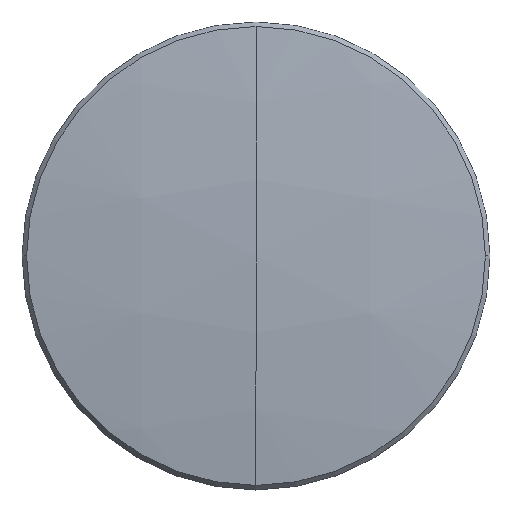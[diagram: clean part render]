
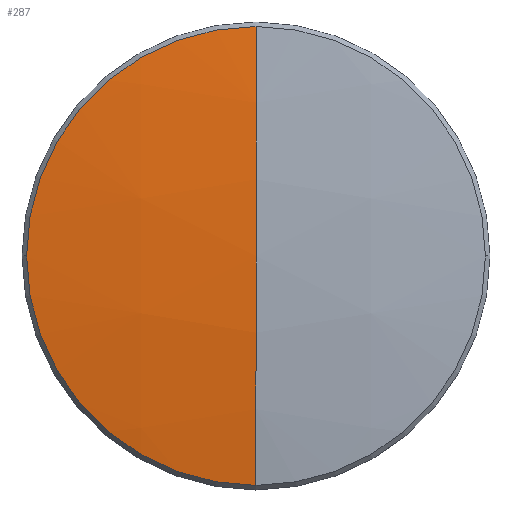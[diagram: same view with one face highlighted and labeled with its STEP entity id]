
A CAD part, top view. The second image highlights one B-rep face of the part: STEP entity #287.
In plain terms, the highlighted spherical face has radius 91.4 mm.
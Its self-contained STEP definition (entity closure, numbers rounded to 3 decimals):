
#2 = CARTESIAN_POINT ( 'NONE',  ( 0., 0., -89.5 ) ) ;
#3 = CARTESIAN_POINT ( 'NONE',  ( 0., 0., 1.9 ) ) ;
#21 = EDGE_CURVE ( 'NONE', #258, #213, #115, .T. ) ;
#33 = DIRECTION ( 'NONE',  ( 1., 0., 0. ) ) ;
#37 = DIRECTION ( 'NONE',  ( -1., 0., 0. ) ) ;
#39 = EDGE_CURVE ( 'NONE', #258, #202, #207, .T. ) ;
#44 = CARTESIAN_POINT ( 'NONE',  ( 0., 0., 1.048 ) ) ;
#45 = FACE_OUTER_BOUND ( 'NONE', #167, .T. ) ;
#47 = DIRECTION ( 'NONE',  ( 0., 0., 1. ) ) ;
#52 = SPHERICAL_SURFACE ( 'NONE', #325, 91.4 ) ;
#66 = DIRECTION ( 'NONE',  ( -1., 0., 0. ) ) ;
#67 = CARTESIAN_POINT ( 'NONE',  ( 0., 0., -89.5 ) ) ;
#86 = EDGE_CURVE ( 'NONE', #213, #348, #280, .T. ) ;
#87 = ORIENTED_EDGE ( 'NONE', *, *, #39, .F. ) ;
#109 = CARTESIAN_POINT ( 'NONE',  ( 0., -12.453, 1.048 ) ) ;
#115 = CIRCLE ( 'NONE', #254, 12.453 ) ;
#116 = ORIENTED_EDGE ( 'NONE', *, *, #21, .T. ) ;
#139 = DIRECTION ( 'NONE',  ( -1., 0., 0. ) ) ;
#144 = AXIS2_PLACEMENT_3D ( 'NONE', #67, #33, #224 ) ;
#146 = DIRECTION ( 'NONE',  ( -1., 0., 0. ) ) ;
#157 = EDGE_CURVE ( 'NONE', #348, #202, #311, .T. ) ;
#167 = EDGE_LOOP ( 'NONE', ( #116, #282, #353, #87 ) ) ;
#202 = VERTEX_POINT ( 'NONE', #3 ) ;
#207 = CIRCLE ( 'NONE', #144, 91.4 ) ;
#212 = CARTESIAN_POINT ( 'NONE',  ( 0., 0., 1.048 ) ) ;
#213 = VERTEX_POINT ( 'NONE', #281 ) ;
#224 = DIRECTION ( 'NONE',  ( 0., 0., -1. ) ) ;
#235 = AXIS2_PLACEMENT_3D ( 'NONE', #2, #146, #302 ) ;
#254 = AXIS2_PLACEMENT_3D ( 'NONE', #44, #349, #37 ) ;
#258 = VERTEX_POINT ( 'NONE', #342 ) ;
#280 = CIRCLE ( 'NONE', #361, 12.453 ) ;
#281 = CARTESIAN_POINT ( 'NONE',  ( -12.453, 0., 1.048 ) ) ;
#282 = ORIENTED_EDGE ( 'NONE', *, *, #86, .T. ) ;
#287 = ADVANCED_FACE ( 'NONE', ( #45 ), #52, .T. ) ;
#302 = DIRECTION ( 'NONE',  ( 0., -1., 0. ) ) ;
#311 = CIRCLE ( 'NONE', #235, 91.4 ) ;
#325 = AXIS2_PLACEMENT_3D ( 'NONE', #364, #66, #352 ) ;
#342 = CARTESIAN_POINT ( 'NONE',  ( 0., 12.453, 1.048 ) ) ;
#348 = VERTEX_POINT ( 'NONE', #109 ) ;
#349 = DIRECTION ( 'NONE',  ( 0., 0., 1. ) ) ;
#352 = DIRECTION ( 'NONE',  ( 0., 1., 0. ) ) ;
#353 = ORIENTED_EDGE ( 'NONE', *, *, #157, .T. ) ;
#361 = AXIS2_PLACEMENT_3D ( 'NONE', #212, #47, #139 ) ;
#364 = CARTESIAN_POINT ( 'NONE',  ( 0., 0., -89.5 ) ) ;
